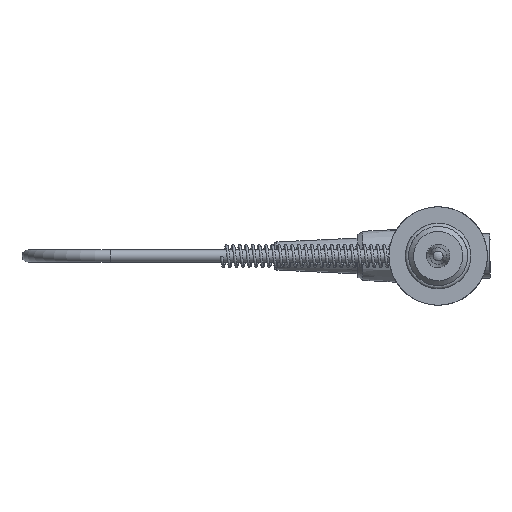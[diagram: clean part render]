
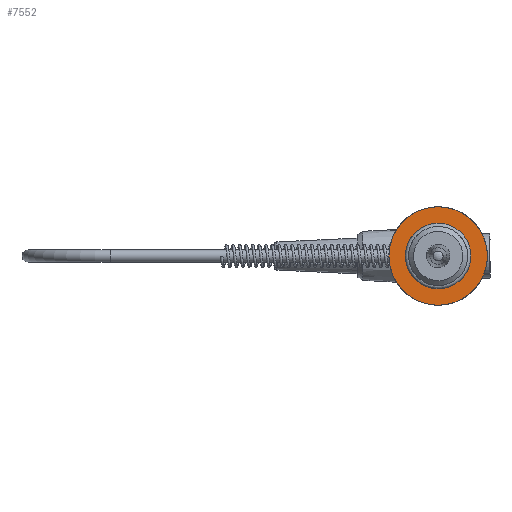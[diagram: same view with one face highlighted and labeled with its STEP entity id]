
A CAD part, left-side view. The second image highlights one B-rep face of the part: STEP entity #7552.
In plain terms, the highlighted planar face has unit normal (-1, 0, 0).
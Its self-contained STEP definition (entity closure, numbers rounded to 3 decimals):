
#1337=FACE_BOUND('',#2560,.T.);
#1731=PLANE('',#8311);
#2109=FACE_OUTER_BOUND('',#2559,.T.);
#2559=EDGE_LOOP('',(#6671));
#2560=EDGE_LOOP('',(#6672));
#2992=CIRCLE('',#8305,10.);
#2993=CIRCLE('',#8307,15.);
#3681=VERTEX_POINT('',#17149);
#3682=VERTEX_POINT('',#17152);
#4692=EDGE_CURVE('',#3681,#3681,#2992,.T.);
#4693=EDGE_CURVE('',#3682,#3682,#2993,.T.);
#6671=ORIENTED_EDGE('',*,*,#4693,.T.);
#6672=ORIENTED_EDGE('',*,*,#4692,.F.);
#7552=ADVANCED_FACE('',(#2109,#1337),#1731,.T.);
#8305=AXIS2_PLACEMENT_3D('',#17150,#10377,#10378);
#8307=AXIS2_PLACEMENT_3D('',#17153,#10381,#10382);
#8311=AXIS2_PLACEMENT_3D('',#17159,#10389,#10390);
#10377=DIRECTION('center_axis',(-1.,0.,0.));
#10378=DIRECTION('ref_axis',(0.,0.,
1.));
#10381=DIRECTION('center_axis',(-1.,0.,0.));
#10382=DIRECTION('ref_axis',(0.,0.,
-1.));
#10389=DIRECTION('center_axis',(-1.,0.,0.));
#10390=DIRECTION('ref_axis',(0.,0.,
1.));
#17149=CARTESIAN_POINT('',(3.9,0.,10.046));
#17150=CARTESIAN_POINT('Origin',(3.9,0.,
0.046));
#17152=CARTESIAN_POINT('',(3.9,0.,15.046));
#17153=CARTESIAN_POINT('Origin',(3.9,0.,
0.046));
#17159=CARTESIAN_POINT('Origin',(3.9,0.,
0.046));
